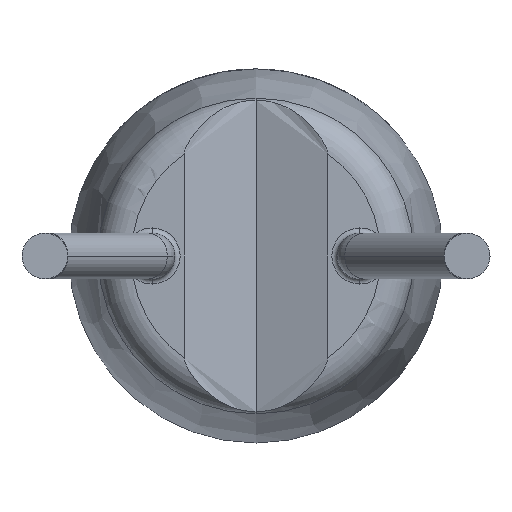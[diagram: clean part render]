
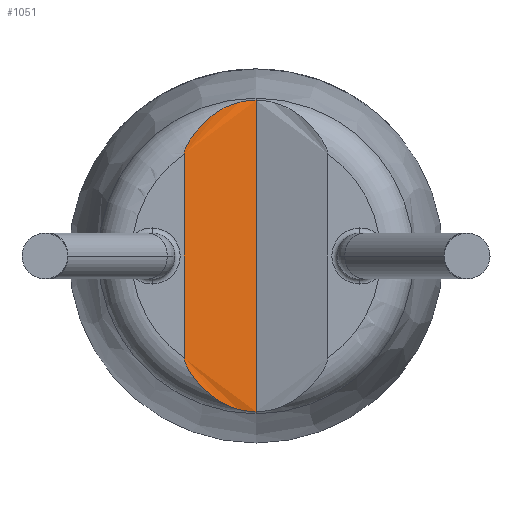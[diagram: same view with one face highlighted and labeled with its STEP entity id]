
A CAD part, front view. The second image highlights one B-rep face of the part: STEP entity #1051.
In plain terms, the highlighted free-form (B-spline) face has degree [3, 1] with [4, 2] control points.
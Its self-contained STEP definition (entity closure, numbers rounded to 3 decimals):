
#71 = CARTESIAN_POINT ( 'NONE',  ( -0.825, 0.007, 1.347 ) ) ;
#104 = CARTESIAN_POINT ( 'NONE',  ( -0.863, 0., 1.256 ) ) ;
#182 = DIRECTION ( 'NONE',  ( 0., 0., 1. ) ) ;
#196 = CARTESIAN_POINT ( 'NONE',  ( -0.863, 0., -2.341 ) ) ;
#213 = CARTESIAN_POINT ( 'NONE',  ( -0.312, 0.24, -1.896 ) ) ;
#257 = B_SPLINE_SURFACE_WITH_KNOTS ( 'NONE', 3, 1, ( 
 ( #2076, #3271 ),
 ( #213, #912 ),
 ( #3684, #1301 ),
 ( #3288, #4454 ) ),
 .UNSPECIFIED., .F., .F., .F.,
 ( 4, 4 ),
 ( 2, 2 ),
 ( 0., 1. ),
 ( 0., 1. ),
 .UNSPECIFIED. ) ;
#324 = CARTESIAN_POINT ( 'NONE',  ( -0.1, 0.247, -1.872 ) ) ;
#389 = LINE ( 'NONE', #1905, #4850 ) ;
#417 = EDGE_CURVE ( 'NONE', #4606, #4369, #389, .T. ) ;
#736 = VECTOR ( 'NONE', #182, 1000. ) ;
#742 = CARTESIAN_POINT ( 'NONE',  ( -0.788, 0.015, -1.411 ) ) ;
#779 = B_SPLINE_CURVE_WITH_KNOTS ( 'NONE', 3,
 ( #2622, #4545, #1442, #3784, #3828, #742, #3864, #2668, #5021, #1890, #3506, #4262, #324, #3896 ),
 .UNSPECIFIED., .F., .F.,
 ( 4, 2, 2, 2, 2, 2, 4 ),
 ( 0., 0., 0., 0., 0.001, 0.001, 0.001 ),
 .UNSPECIFIED. ) ;
#780 = VERTEX_POINT ( 'NONE', #1900 ) ;
#858 = FACE_OUTER_BOUND ( 'NONE', #1668, .T. ) ;
#891 = VERTEX_POINT ( 'NONE', #4408 ) ;
#912 = CARTESIAN_POINT ( 'NONE',  ( -0.312, 0.24, 1.896 ) ) ;
#1051 = ADVANCED_FACE ( 'NONE', ( #858 ), #257, .F. ) ;
#1236 = CARTESIAN_POINT ( 'NONE',  ( -0.788, 0.015, 1.41 ) ) ;
#1248 = ORIENTED_EDGE ( 'NONE', *, *, #2049, .T. ) ;
#1301 = CARTESIAN_POINT ( 'NONE',  ( -0.553, 0.053, 1.896 ) ) ;
#1442 = CARTESIAN_POINT ( 'NONE',  ( -0.855, 0.001, -1.28 ) ) ;
#1649 = CARTESIAN_POINT ( 'NONE',  ( -0.454, 0.132, 1.747 ) ) ;
#1668 = EDGE_LOOP ( 'NONE', ( #4699, #2975, #1248, #1744 ) ) ;
#1744 = ORIENTED_EDGE ( 'NONE', *, *, #4235, .F. ) ;
#1890 = CARTESIAN_POINT ( 'NONE',  ( -0.454, 0.132, -1.747 ) ) ;
#1900 = CARTESIAN_POINT ( 'NONE',  ( -0.863, 0., -1.231 ) ) ;
#1905 = CARTESIAN_POINT ( 'NONE',  ( 0., 0.25, -2.341 ) ) ;
#2049 = EDGE_CURVE ( 'NONE', #4369, #891, #4987, .T. ) ;
#2076 = CARTESIAN_POINT ( 'NONE',  ( 0., 0.25, -1.896 ) ) ;
#2324 = CARTESIAN_POINT ( 'NONE',  ( 0., 0.25, 1.874 ) ) ;
#2541 = CARTESIAN_POINT ( 'NONE',  ( 0., 0.25, -1.874 ) ) ;
#2622 = CARTESIAN_POINT ( 'NONE',  ( -0.863, 0., -1.231 ) ) ;
#2668 = CARTESIAN_POINT ( 'NONE',  ( -0.669, 0.049, -1.565 ) ) ;
#2831 = CARTESIAN_POINT ( 'NONE',  ( -0.099, 0.247, 1.872 ) ) ;
#2859 = CARTESIAN_POINT ( 'NONE',  ( 0., 0.25, 1.874 ) ) ;
#2975 = ORIENTED_EDGE ( 'NONE', *, *, #417, .T. ) ;
#3096 = DIRECTION ( 'NONE',  ( 0., 0., 1. ) ) ;
#3159 = CARTESIAN_POINT ( 'NONE',  ( -0.855, 0.001, 1.279 ) ) ;
#3193 = CARTESIAN_POINT ( 'NONE',  ( -0.669, 0.049, 1.565 ) ) ;
#3256 = LINE ( 'NONE', #196, #736 ) ;
#3271 = CARTESIAN_POINT ( 'NONE',  ( 0., 0.25, 1.896 ) ) ;
#3288 = CARTESIAN_POINT ( 'NONE',  ( -0.863, 0., -1.896 ) ) ;
#3506 = CARTESIAN_POINT ( 'NONE',  ( -0.373, 0.166, -1.793 ) ) ;
#3684 = CARTESIAN_POINT ( 'NONE',  ( -0.553, 0.053, -1.896 ) ) ;
#3784 = CARTESIAN_POINT ( 'NONE',  ( -0.836, 0.005, -1.325 ) ) ;
#3828 = CARTESIAN_POINT ( 'NONE',  ( -0.824, 0.007, -1.347 ) ) ;
#3864 = CARTESIAN_POINT ( 'NONE',  ( -0.759, 0.022, -1.451 ) ) ;
#3896 = CARTESIAN_POINT ( 'NONE',  ( 0., 0.25, -1.874 ) ) ;
#4010 = CARTESIAN_POINT ( 'NONE',  ( -0.863, 0., 1.231 ) ) ;
#4235 = EDGE_CURVE ( 'NONE', #780, #891, #3256, .T. ) ;
#4262 = CARTESIAN_POINT ( 'NONE',  ( -0.195, 0.224, -1.856 ) ) ;
#4326 = EDGE_CURVE ( 'NONE', #780, #4606, #779, .T. ) ;
#4369 = VERTEX_POINT ( 'NONE', #2324 ) ;
#4373 = CARTESIAN_POINT ( 'NONE',  ( -0.759, 0.022, 1.45 ) ) ;
#4392 = CARTESIAN_POINT ( 'NONE',  ( -0.196, 0.224, 1.856 ) ) ;
#4408 = CARTESIAN_POINT ( 'NONE',  ( -0.863, 0., 1.231 ) ) ;
#4454 = CARTESIAN_POINT ( 'NONE',  ( -0.863, 0., 1.896 ) ) ;
#4545 = CARTESIAN_POINT ( 'NONE',  ( -0.863, 0., -1.256 ) ) ;
#4606 = VERTEX_POINT ( 'NONE', #2541 ) ;
#4699 = ORIENTED_EDGE ( 'NONE', *, *, #4326, .T. ) ;
#4730 = CARTESIAN_POINT ( 'NONE',  ( -0.836, 0.005, 1.325 ) ) ;
#4766 = CARTESIAN_POINT ( 'NONE',  ( -0.602, 0.073, 1.633 ) ) ;
#4794 = CARTESIAN_POINT ( 'NONE',  ( -0.373, 0.167, 1.793 ) ) ;
#4850 = VECTOR ( 'NONE', #3096, 1000. ) ;
#4987 = B_SPLINE_CURVE_WITH_KNOTS ( 'NONE', 3,
 ( #2859, #2831, #4392, #4794, #1649, #4766, #3193, #4373, #1236, #71, #4730, #3159, #104, #4010 ),
 .UNSPECIFIED., .F., .F.,
 ( 4, 2, 2, 2, 2, 2, 4 ),
 ( 0., 0., 0.001, 0.001, 0.001, 0.001, 0.001 ),
 .UNSPECIFIED. ) ;
#5021 = CARTESIAN_POINT ( 'NONE',  ( -0.602, 0.073, -1.632 ) ) ;
